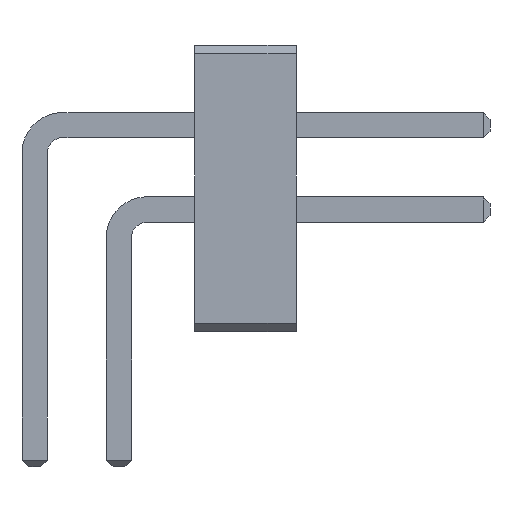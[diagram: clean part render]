
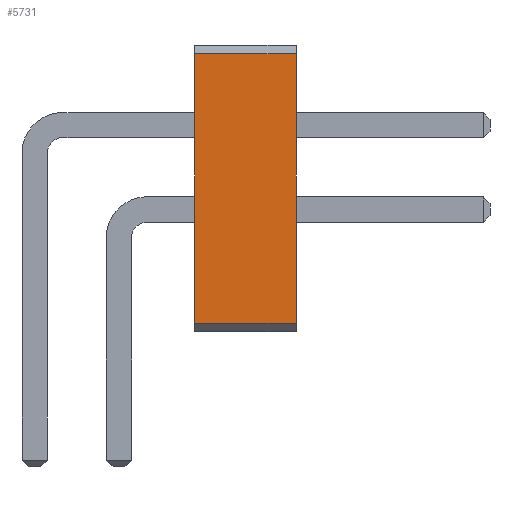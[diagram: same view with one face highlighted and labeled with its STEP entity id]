
A CAD part, front view. The second image highlights one B-rep face of the part: STEP entity #5731.
In plain terms, the highlighted planar face has unit normal (0, -1, 0).
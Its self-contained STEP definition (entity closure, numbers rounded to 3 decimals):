
#479 = VERTEX_POINT('',#480);
#480 = CARTESIAN_POINT('',(3.1,-16.5,2.7));
#486 = EDGE_CURVE('',#487,#479,#489,.T.);
#487 = VERTEX_POINT('',#488);
#488 = CARTESIAN_POINT('',(3.1,-16.5,-0.5));
#489 = LINE('',#490,#491);
#490 = CARTESIAN_POINT('',(3.1,-16.5,-0.6));
#491 = VECTOR('',#492,1.);
#492 = DIRECTION('',(0.,0.,1.));
#2491 = VERTEX_POINT('',#2492);
#2492 = CARTESIAN_POINT('',(1.9,-16.5,-0.5));
#2498 = EDGE_CURVE('',#2491,#2499,#2501,.T.);
#2499 = VERTEX_POINT('',#2500);
#2500 = CARTESIAN_POINT('',(1.9,-16.5,2.7));
#2501 = LINE('',#2502,#2503);
#2502 = CARTESIAN_POINT('',(1.9,-16.5,-0.6));
#2503 = VECTOR('',#2504,1.);
#2504 = DIRECTION('',(0.,0.,1.));
#5721 = EDGE_CURVE('',#487,#2491,#5722,.T.);
#5722 = LINE('',#5723,#5724);
#5723 = CARTESIAN_POINT('',(3.1,-16.5,-0.5));
#5724 = VECTOR('',#5725,1.);
#5725 = DIRECTION('',(-1.,0.,0.));
#5731 = ADVANCED_FACE('',(#5732),#5743,.F.);
#5732 = FACE_BOUND('',#5733,.F.);
#5733 = EDGE_LOOP('',(#5734,#5735,#5736,#5737));
#5734 = ORIENTED_EDGE('',*,*,#486,.F.);
#5735 = ORIENTED_EDGE('',*,*,#5721,.T.);
#5736 = ORIENTED_EDGE('',*,*,#2498,.T.);
#5737 = ORIENTED_EDGE('',*,*,#5738,.F.);
#5738 = EDGE_CURVE('',#479,#2499,#5739,.T.);
#5739 = LINE('',#5740,#5741);
#5740 = CARTESIAN_POINT('',(3.1,-16.5,2.7));
#5741 = VECTOR('',#5742,1.);
#5742 = DIRECTION('',(-1.,0.,0.));
#5743 = PLANE('',#5744);
#5744 = AXIS2_PLACEMENT_3D('',#5745,#5746,#5747);
#5745 = CARTESIAN_POINT('',(3.1,-16.5,-0.6));
#5746 = DIRECTION('',(0.,1.,0.));
#5747 = DIRECTION('',(0.,0.,1.));
